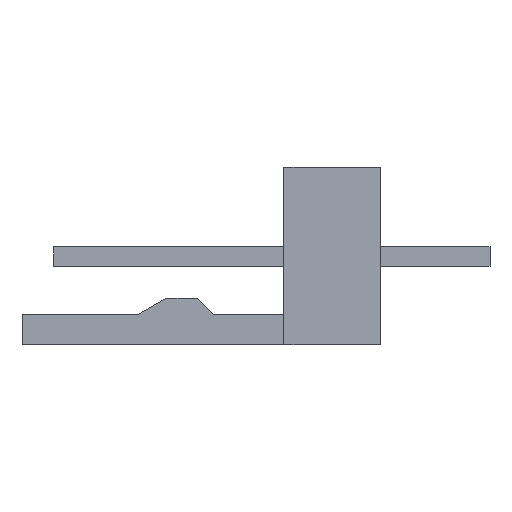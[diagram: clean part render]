
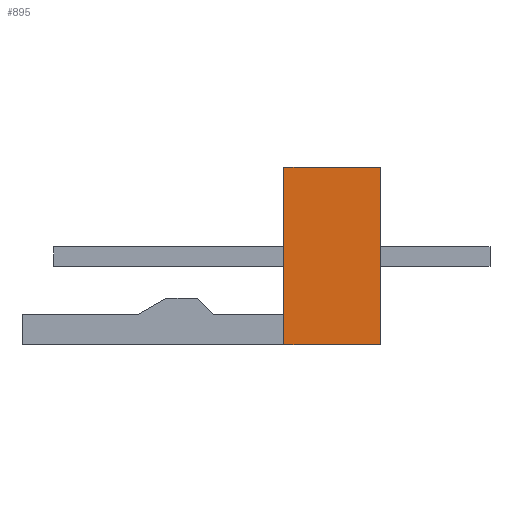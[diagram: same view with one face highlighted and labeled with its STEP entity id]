
A CAD part, left-side view. The second image highlights one B-rep face of the part: STEP entity #895.
In plain terms, the highlighted planar face has unit normal (-1, 0, 0).
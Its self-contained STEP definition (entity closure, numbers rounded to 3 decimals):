
#46 = CARTESIAN_POINT ( 'NONE',  ( -8.89, -1.58, -2.88 ) ) ;
#72 = FACE_OUTER_BOUND ( 'NONE', #4991, .T. ) ;
#171 = LINE ( 'NONE', #576, #2848 ) ;
#237 = AXIS2_PLACEMENT_3D ( 'NONE', #2515, #4922, #1190 ) ;
#330 = CARTESIAN_POINT ( 'NONE',  ( -8.89, 1.58, 2.92 ) ) ;
#536 = ORIENTED_EDGE ( 'NONE', *, *, #1444, .T. ) ;
#548 = VECTOR ( 'NONE', #1702, 1000. ) ;
#576 = CARTESIAN_POINT ( 'NONE',  ( -8.89, 1.58, -2.88 ) ) ;
#712 = CARTESIAN_POINT ( 'NONE',  ( -8.89, -1.58, -2.88 ) ) ;
#845 = DIRECTION ( 'NONE',  ( 0., 1., 0. ) ) ;
#846 = PLANE ( 'NONE',  #237 ) ;
#895 = ADVANCED_FACE ( 'NONE', ( #72 ), #846, .F. ) ;
#996 = LINE ( 'NONE', #4159, #548 ) ;
#1078 = VERTEX_POINT ( 'NONE', #1387 ) ;
#1190 = DIRECTION ( 'NONE',  ( 0., 0., -1. ) ) ;
#1387 = CARTESIAN_POINT ( 'NONE',  ( -8.89, 1.58, -2.88 ) ) ;
#1421 = ORIENTED_EDGE ( 'NONE', *, *, #4849, .T. ) ;
#1444 = EDGE_CURVE ( 'NONE', #4587, #1676, #4799, .T. ) ;
#1477 = ORIENTED_EDGE ( 'NONE', *, *, #4260, .T. ) ;
#1676 = VERTEX_POINT ( 'NONE', #330 ) ;
#1702 = DIRECTION ( 'NONE',  ( 0., 0., 1. ) ) ;
#2104 = VECTOR ( 'NONE', #4726, 1000. ) ;
#2156 = DIRECTION ( 'NONE',  ( 0., 0., -1. ) ) ;
#2515 = CARTESIAN_POINT ( 'NONE',  ( -8.89, 0., 0. ) ) ;
#2627 = LINE ( 'NONE', #712, #2104 ) ;
#2848 = VECTOR ( 'NONE', #2156, 1000. ) ;
#3137 = VERTEX_POINT ( 'NONE', #46 ) ;
#3679 = CARTESIAN_POINT ( 'NONE',  ( -8.89, -1.58, 2.92 ) ) ;
#4159 = CARTESIAN_POINT ( 'NONE',  ( -8.89, -1.58, 2.92 ) ) ;
#4260 = EDGE_CURVE ( 'NONE', #1078, #3137, #2627, .T. ) ;
#4422 = CARTESIAN_POINT ( 'NONE',  ( -8.89, 1.58, 2.92 ) ) ;
#4557 = VECTOR ( 'NONE', #845, 1000. ) ;
#4587 = VERTEX_POINT ( 'NONE', #3679 ) ;
#4726 = DIRECTION ( 'NONE',  ( 0., -1., 0. ) ) ;
#4799 = LINE ( 'NONE', #4422, #4557 ) ;
#4845 = EDGE_CURVE ( 'NONE', #3137, #4587, #996, .T. ) ;
#4849 = EDGE_CURVE ( 'NONE', #1676, #1078, #171, .T. ) ;
#4922 = DIRECTION ( 'NONE',  ( 1., 0., 0. ) ) ;
#4949 = ORIENTED_EDGE ( 'NONE', *, *, #4845, .T. ) ;
#4991 = EDGE_LOOP ( 'NONE', ( #1421, #1477, #4949, #536 ) ) ;
